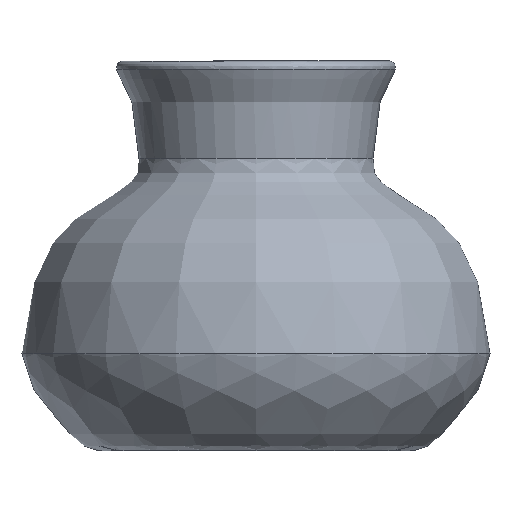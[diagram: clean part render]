
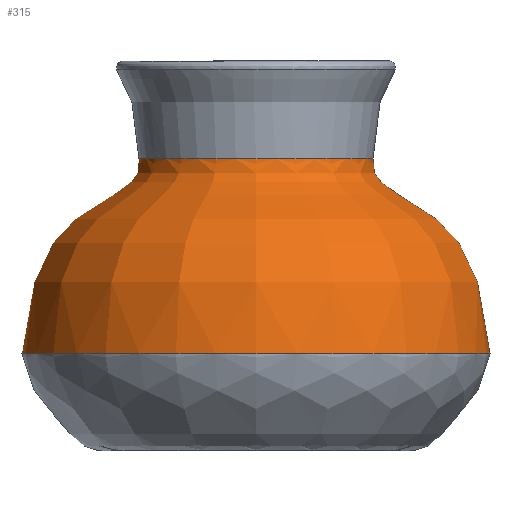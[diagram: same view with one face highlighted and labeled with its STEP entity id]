
A CAD part, left-side view. The second image highlights one B-rep face of the part: STEP entity #315.
In plain terms, the highlighted face is a revolution surface.
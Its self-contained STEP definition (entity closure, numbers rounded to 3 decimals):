
#22 = VERTEX_POINT('',#23);
#23 = CARTESIAN_POINT('',(30.,0.,75.));
#33 = SURFACE_OF_REVOLUTION('',#34,#39);
#34 = B_SPLINE_CURVE_WITH_KNOTS('',3,(#35,#36,#37,#38),.UNSPECIFIED.,.F.
  ,.F.,(4,4),(0.,1.),.PIECEWISE_BEZIER_KNOTS.);
#35 = CARTESIAN_POINT('',(30.,0.,75.));
#36 = CARTESIAN_POINT('',(30.,0.,94.282));
#37 = CARTESIAN_POINT('',(36.,0.,93.573));
#38 = CARTESIAN_POINT('',(36.,0.,100.));
#39 = AXIS1_PLACEMENT('',#40,#41);
#40 = CARTESIAN_POINT('',(0.,0.,0.));
#41 = DIRECTION('',(0.,0.,1.));
#56 = EDGE_CURVE('',#22,#22,#57,.T.);
#57 = SURFACE_CURVE('',#58,(#63,#70),.PCURVE_S1.);
#58 = CIRCLE('',#59,30.);
#59 = AXIS2_PLACEMENT_3D('',#60,#61,#62);
#60 = CARTESIAN_POINT('',(0.,0.,75.));
#61 = DIRECTION('',(0.,0.,1.));
#62 = DIRECTION('',(1.,0.,-0.));
#63 = PCURVE('',#33,#64);
#64 = DEFINITIONAL_REPRESENTATION('',(#65),#69);
#65 = LINE('',#66,#67);
#66 = CARTESIAN_POINT('',(0.,0.));
#67 = VECTOR('',#68,1.);
#68 = DIRECTION('',(1.,0.));
#69 = ( GEOMETRIC_REPRESENTATION_CONTEXT(2) 
PARAMETRIC_REPRESENTATION_CONTEXT() REPRESENTATION_CONTEXT('2D SPACE',''
  ) );
#70 = PCURVE('',#71,#80);
#71 = SURFACE_OF_REVOLUTION('',#72,#77);
#72 = B_SPLINE_CURVE_WITH_KNOTS('',3,(#73,#74,#75,#76),.UNSPECIFIED.,.F.
  ,.F.,(4,4),(0.,1.),.PIECEWISE_BEZIER_KNOTS.);
#73 = CARTESIAN_POINT('',(60.,0.,25.));
#74 = CARTESIAN_POINT('',(60.,0.,68.732));
#75 = CARTESIAN_POINT('',(30.,0.,60.423));
#76 = CARTESIAN_POINT('',(30.,0.,75.));
#77 = AXIS1_PLACEMENT('',#78,#79);
#78 = CARTESIAN_POINT('',(0.,0.,0.));
#79 = DIRECTION('',(0.,0.,1.));
#80 = DEFINITIONAL_REPRESENTATION('',(#81),#85);
#81 = LINE('',#82,#83);
#82 = CARTESIAN_POINT('',(0.,1.));
#83 = VECTOR('',#84,1.);
#84 = DIRECTION('',(1.,0.));
#85 = ( GEOMETRIC_REPRESENTATION_CONTEXT(2) 
PARAMETRIC_REPRESENTATION_CONTEXT() REPRESENTATION_CONTEXT('2D SPACE',''
  ) );
#315 = ADVANCED_FACE('',(#316),#71,.T.);
#316 = FACE_BOUND('',#317,.T.);
#317 = EDGE_LOOP('',(#318,#351,#373,#374));
#318 = ORIENTED_EDGE('',*,*,#319,.T.);
#319 = EDGE_CURVE('',#320,#320,#322,.T.);
#320 = VERTEX_POINT('',#321);
#321 = CARTESIAN_POINT('',(60.,0.,25.));
#322 = SURFACE_CURVE('',#323,(#328,#335),.PCURVE_S1.);
#323 = CIRCLE('',#324,60.);
#324 = AXIS2_PLACEMENT_3D('',#325,#326,#327);
#325 = CARTESIAN_POINT('',(0.,0.,25.));
#326 = DIRECTION('',(0.,0.,1.));
#327 = DIRECTION('',(1.,0.,-0.));
#328 = PCURVE('',#71,#329);
#329 = DEFINITIONAL_REPRESENTATION('',(#330),#334);
#330 = LINE('',#331,#332);
#331 = CARTESIAN_POINT('',(0.,0.));
#332 = VECTOR('',#333,1.);
#333 = DIRECTION('',(1.,0.));
#334 = ( GEOMETRIC_REPRESENTATION_CONTEXT(2) 
PARAMETRIC_REPRESENTATION_CONTEXT() REPRESENTATION_CONTEXT('2D SPACE',''
  ) );
#335 = PCURVE('',#336,#345);
#336 = SURFACE_OF_REVOLUTION('',#337,#342);
#337 = B_SPLINE_CURVE_WITH_KNOTS('',3,(#338,#339,#340,#341),
  .UNSPECIFIED.,.F.,.F.,(4,4),(0.,1.),.PIECEWISE_BEZIER_KNOTS.);
#338 = CARTESIAN_POINT('',(40.,0.,0.));
#339 = CARTESIAN_POINT('',(48.004,0.,0.));
#340 = CARTESIAN_POINT('',(60.,0.,16.996));
#341 = CARTESIAN_POINT('',(60.,0.,25.));
#342 = AXIS1_PLACEMENT('',#343,#344);
#343 = CARTESIAN_POINT('',(0.,0.,0.));
#344 = DIRECTION('',(0.,0.,1.));
#345 = DEFINITIONAL_REPRESENTATION('',(#346),#350);
#346 = LINE('',#347,#348);
#347 = CARTESIAN_POINT('',(0.,1.));
#348 = VECTOR('',#349,1.);
#349 = DIRECTION('',(1.,0.));
#350 = ( GEOMETRIC_REPRESENTATION_CONTEXT(2) 
PARAMETRIC_REPRESENTATION_CONTEXT() REPRESENTATION_CONTEXT('2D SPACE',''
  ) );
#351 = ORIENTED_EDGE('',*,*,#352,.T.);
#352 = EDGE_CURVE('',#320,#22,#353,.T.);
#353 = SEAM_CURVE('',#354,(#359,#366),.PCURVE_S1.);
#354 = B_SPLINE_CURVE_WITH_KNOTS('',3,(#355,#356,#357,#358),
  .UNSPECIFIED.,.F.,.F.,(4,4),(0.,1.),.PIECEWISE_BEZIER_KNOTS.);
#355 = CARTESIAN_POINT('',(60.,0.,25.));
#356 = CARTESIAN_POINT('',(60.,0.,68.732));
#357 = CARTESIAN_POINT('',(30.,0.,60.423));
#358 = CARTESIAN_POINT('',(30.,0.,75.));
#359 = PCURVE('',#71,#360);
#360 = DEFINITIONAL_REPRESENTATION('',(#361),#365);
#361 = LINE('',#362,#363);
#362 = CARTESIAN_POINT('',(0.,0.));
#363 = VECTOR('',#364,1.);
#364 = DIRECTION('',(0.,1.));
#365 = ( GEOMETRIC_REPRESENTATION_CONTEXT(2) 
PARAMETRIC_REPRESENTATION_CONTEXT() REPRESENTATION_CONTEXT('2D SPACE',''
  ) );
#366 = PCURVE('',#71,#367);
#367 = DEFINITIONAL_REPRESENTATION('',(#368),#372);
#368 = LINE('',#369,#370);
#369 = CARTESIAN_POINT('',(6.283,0.));
#370 = VECTOR('',#371,1.);
#371 = DIRECTION('',(0.,1.));
#372 = ( GEOMETRIC_REPRESENTATION_CONTEXT(2) 
PARAMETRIC_REPRESENTATION_CONTEXT() REPRESENTATION_CONTEXT('2D SPACE',''
  ) );
#373 = ORIENTED_EDGE('',*,*,#56,.F.);
#374 = ORIENTED_EDGE('',*,*,#352,.F.);
